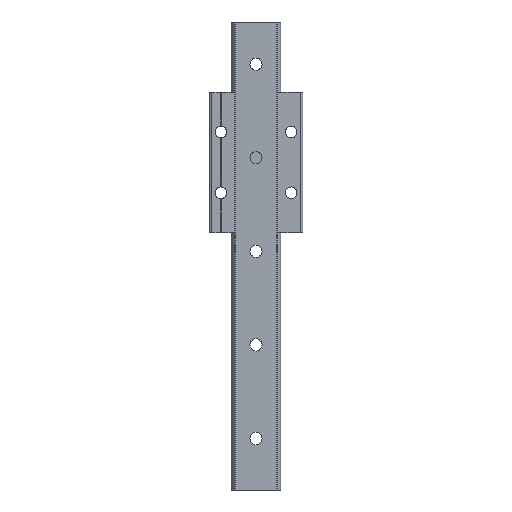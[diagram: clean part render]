
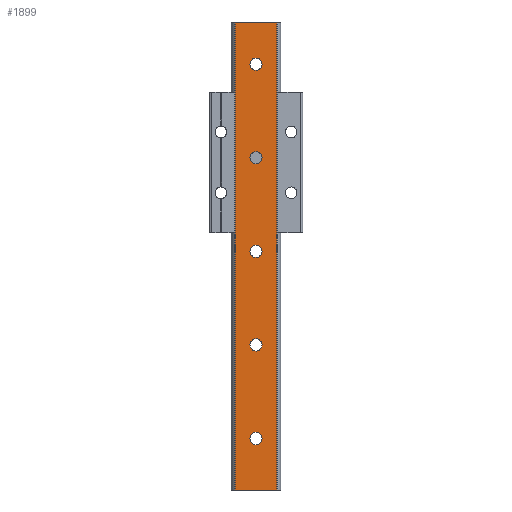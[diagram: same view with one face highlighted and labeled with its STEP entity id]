
A CAD part, front view. The second image highlights one B-rep face of the part: STEP entity #1899.
In plain terms, the highlighted planar face has unit normal (0, -1, 0).
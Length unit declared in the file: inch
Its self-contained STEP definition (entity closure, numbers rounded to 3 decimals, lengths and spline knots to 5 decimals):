
#16 = EDGE_LOOP ( 'NONE', ( #888, #730 ) ) ;
#59 = CARTESIAN_POINT ( 'NONE',  ( 0., 0., -1.92913 ) ) ;
#75 = CARTESIAN_POINT ( 'NONE',  ( 0.17379, 0., 0. ) ) ;
#109 = CARTESIAN_POINT ( 'NONE',  ( -0.17379, 0., -3.937 ) ) ;
#128 = EDGE_CURVE ( 'NONE', #3904, #3442, #2845, .T. ) ;
#362 = DIRECTION ( 'NONE',  ( 0., 1., 0. ) ) ;
#381 = DIRECTION ( 'NONE',  ( 0., 0., 1. ) ) ;
#512 = DIRECTION ( 'NONE',  ( 0., 1., 0. ) ) ;
#540 = CARTESIAN_POINT ( 'NONE',  ( 0., 0., -1.09053 ) ) ;
#553 = CARTESIAN_POINT ( 'NONE',  ( -0.17379, 0., -3.937 ) ) ;
#556 = EDGE_CURVE ( 'NONE', #3615, #4440, #4780, .T. ) ;
#568 = CARTESIAN_POINT ( 'NONE',  ( -0.17379, 0., -3.937 ) ) ;
#610 = AXIS2_PLACEMENT_3D ( 'NONE', #2000, #990, #5023 ) ;
#633 = CARTESIAN_POINT ( 'NONE',  ( 0., 0., -1.19293 ) ) ;
#683 = EDGE_LOOP ( 'NONE', ( #1397, #940 ) ) ;
#690 = ORIENTED_EDGE ( 'NONE', *, *, #128, .F. ) ;
#730 = ORIENTED_EDGE ( 'NONE', *, *, #4955, .T. ) ;
#778 = CARTESIAN_POINT ( 'NONE',  ( 0.17379, 0., -3.937 ) ) ;
#790 = CARTESIAN_POINT ( 'NONE',  ( 0., 0., -1.87793 ) ) ;
#839 = DIRECTION ( 'NONE',  ( 0., 1., 0. ) ) ;
#856 = VERTEX_POINT ( 'NONE', #790 ) ;
#888 = ORIENTED_EDGE ( 'NONE', *, *, #3897, .T. ) ;
#895 = LINE ( 'NONE', #3029, #4114 ) ;
#901 = CIRCLE ( 'NONE', #610, 0.0512 ) ;
#940 = ORIENTED_EDGE ( 'NONE', *, *, #4809, .T. ) ;
#990 = DIRECTION ( 'NONE',  ( 0., 1., 0. ) ) ;
#1073 = AXIS2_PLACEMENT_3D ( 'NONE', #2616, #839, #3948 ) ;
#1171 = CIRCLE ( 'NONE', #3170, 0.0512 ) ;
#1202 = ORIENTED_EDGE ( 'NONE', *, *, #5381, .T. ) ;
#1365 = DIRECTION ( 'NONE',  ( 0., 0., 1. ) ) ;
#1393 = DIRECTION ( 'NONE',  ( 0., 1., 0. ) ) ;
#1397 = ORIENTED_EDGE ( 'NONE', *, *, #5370, .T. ) ;
#1434 = DIRECTION ( 'NONE',  ( 0., 0., 1. ) ) ;
#1559 = CARTESIAN_POINT ( 'NONE',  ( 0., 0., -0.35433 ) ) ;
#1600 = ORIENTED_EDGE ( 'NONE', *, *, #4859, .F. ) ;
#1619 = AXIS2_PLACEMENT_3D ( 'NONE', #109, #3699, #2785 ) ;
#1699 = CARTESIAN_POINT ( 'NONE',  ( 0., 0., -1.92913 ) ) ;
#1724 = CIRCLE ( 'NONE', #5046, 0.0512 ) ;
#1725 = EDGE_CURVE ( 'NONE', #4260, #4031, #1724, .T. ) ;
#1744 = DIRECTION ( 'NONE',  ( 0., 1., 0. ) ) ;
#1760 = DIRECTION ( 'NONE',  ( 0., 0., 1. ) ) ;
#1826 = DIRECTION ( 'NONE',  ( 0., 1., 0. ) ) ;
#1877 = CARTESIAN_POINT ( 'NONE',  ( 0., 0., -1.14173 ) ) ;
#1899 = ADVANCED_FACE ( 'NONE', ( #2876, #5495, #3263, #2432, #2842, #3352 ), #5072, .T. ) ;
#2000 = CARTESIAN_POINT ( 'NONE',  ( 0., 0., -3.50394 ) ) ;
#2004 = AXIS2_PLACEMENT_3D ( 'NONE', #2156, #1826, #4439 ) ;
#2029 = EDGE_LOOP ( 'NONE', ( #1600, #690, #2249, #4914 ) ) ;
#2088 = EDGE_LOOP ( 'NONE', ( #1202, #5844 ) ) ;
#2156 = CARTESIAN_POINT ( 'NONE',  ( 0., 0., -2.71654 ) ) ;
#2189 = EDGE_CURVE ( 'NONE', #4440, #3615, #4554, .T. ) ;
#2234 = CARTESIAN_POINT ( 'NONE',  ( 0., 0., -2.66534 ) ) ;
#2249 = ORIENTED_EDGE ( 'NONE', *, *, #5398, .T. ) ;
#2272 = CARTESIAN_POINT ( 'NONE',  ( -0.17379, 0., 0. ) ) ;
#2385 = DIRECTION ( 'NONE',  ( 1., 0., 0. ) ) ;
#2421 = DIRECTION ( 'NONE',  ( 0., 1., 0. ) ) ;
#2432 = FACE_BOUND ( 'NONE', #2088, .T. ) ;
#2473 = VERTEX_POINT ( 'NONE', #4371 ) ;
#2606 = VERTEX_POINT ( 'NONE', #5420 ) ;
#2612 = VERTEX_POINT ( 'NONE', #4876 ) ;
#2616 = CARTESIAN_POINT ( 'NONE',  ( 0., 0., -3.50394 ) ) ;
#2630 = VERTEX_POINT ( 'NONE', #4458 ) ;
#2681 = EDGE_CURVE ( 'NONE', #4472, #2606, #5236, .T. ) ;
#2748 = DIRECTION ( 'NONE',  ( 0., 1., 0. ) ) ;
#2749 = ORIENTED_EDGE ( 'NONE', *, *, #5329, .T. ) ;
#2785 = DIRECTION ( 'NONE',  ( 0., 0., -1. ) ) ;
#2842 = FACE_BOUND ( 'NONE', #5426, .T. ) ;
#2845 = LINE ( 'NONE', #553, #4402 ) ;
#2876 = FACE_BOUND ( 'NONE', #683, .T. ) ;
#2892 = VECTOR ( 'NONE', #2385, 39.37008 ) ;
#3029 = CARTESIAN_POINT ( 'NONE',  ( -0.17379, 0., 0. ) ) ;
#3071 = EDGE_CURVE ( 'NONE', #2630, #3591, #3976, .T. ) ;
#3074 = ORIENTED_EDGE ( 'NONE', *, *, #2681, .T. ) ;
#3124 = DIRECTION ( 'NONE',  ( 0., 0., 1. ) ) ;
#3146 = DIRECTION ( 'NONE',  ( 1., 0., 0. ) ) ;
#3170 = AXIS2_PLACEMENT_3D ( 'NONE', #59, #1393, #1365 ) ;
#3175 = CIRCLE ( 'NONE', #3645, 0.0512 ) ;
#3263 = FACE_BOUND ( 'NONE', #16, .T. ) ;
#3291 = DIRECTION ( 'NONE',  ( 0., 0., 1. ) ) ;
#3339 = DIRECTION ( 'NONE',  ( 0., 0., 1. ) ) ;
#3352 = FACE_OUTER_BOUND ( 'NONE', #2029, .T. ) ;
#3442 = VERTEX_POINT ( 'NONE', #2272 ) ;
#3514 = DIRECTION ( 'NONE',  ( 0., 1., 0. ) ) ;
#3548 = CARTESIAN_POINT ( 'NONE',  ( -0.17379, 0., -3.937 ) ) ;
#3575 = DIRECTION ( 'NONE',  ( 0., 0., 1. ) ) ;
#3591 = VERTEX_POINT ( 'NONE', #75 ) ;
#3615 = VERTEX_POINT ( 'NONE', #4582 ) ;
#3629 = CIRCLE ( 'NONE', #3914, 0.0512 ) ;
#3636 = CIRCLE ( 'NONE', #1073, 0.0512 ) ;
#3645 = AXIS2_PLACEMENT_3D ( 'NONE', #1559, #2421, #3339 ) ;
#3699 = DIRECTION ( 'NONE',  ( 0., -1., 0. ) ) ;
#3836 = AXIS2_PLACEMENT_3D ( 'NONE', #5006, #2748, #3291 ) ;
#3837 = AXIS2_PLACEMENT_3D ( 'NONE', #1877, #512, #1434 ) ;
#3897 = EDGE_CURVE ( 'NONE', #856, #4984, #3629, .T. ) ;
#3904 = VERTEX_POINT ( 'NONE', #3548 ) ;
#3914 = AXIS2_PLACEMENT_3D ( 'NONE', #1699, #3514, #3575 ) ;
#3948 = DIRECTION ( 'NONE',  ( 0., 0., 1. ) ) ;
#3976 = LINE ( 'NONE', #778, #4948 ) ;
#4031 = VERTEX_POINT ( 'NONE', #540 ) ;
#4094 = AXIS2_PLACEMENT_3D ( 'NONE', #5365, #362, #1760 ) ;
#4114 = VECTOR ( 'NONE', #3146, 39.37008 ) ;
#4260 = VERTEX_POINT ( 'NONE', #633 ) ;
#4371 = CARTESIAN_POINT ( 'NONE',  ( 0., 0., -3.55514 ) ) ;
#4402 = VECTOR ( 'NONE', #3124, 39.37008 ) ;
#4439 = DIRECTION ( 'NONE',  ( 0., 0., 1. ) ) ;
#4440 = VERTEX_POINT ( 'NONE', #2234 ) ;
#4458 = CARTESIAN_POINT ( 'NONE',  ( 0.17379, 0., -3.937 ) ) ;
#4472 = VERTEX_POINT ( 'NONE', #5049 ) ;
#4554 = CIRCLE ( 'NONE', #2004, 0.0512 ) ;
#4556 = ORIENTED_EDGE ( 'NONE', *, *, #556, .T. ) ;
#4582 = CARTESIAN_POINT ( 'NONE',  ( 0., 0., -2.76774 ) ) ;
#4634 = LINE ( 'NONE', #568, #2892 ) ;
#4780 = CIRCLE ( 'NONE', #3836, 0.0512 ) ;
#4809 = EDGE_CURVE ( 'NONE', #2473, #2612, #3636, .T. ) ;
#4859 = EDGE_CURVE ( 'NONE', #3442, #3591, #895, .T. ) ;
#4876 = CARTESIAN_POINT ( 'NONE',  ( 0., 0., -3.45274 ) ) ;
#4914 = ORIENTED_EDGE ( 'NONE', *, *, #3071, .T. ) ;
#4948 = VECTOR ( 'NONE', #381, 39.37008 ) ;
#4955 = EDGE_CURVE ( 'NONE', #4984, #856, #1171, .T. ) ;
#4984 = VERTEX_POINT ( 'NONE', #5531 ) ;
#5006 = CARTESIAN_POINT ( 'NONE',  ( 0., 0., -2.71654 ) ) ;
#5023 = DIRECTION ( 'NONE',  ( 0., 0., 1. ) ) ;
#5046 = AXIS2_PLACEMENT_3D ( 'NONE', #5438, #1744, #5815 ) ;
#5049 = CARTESIAN_POINT ( 'NONE',  ( 0., 0., -0.30313 ) ) ;
#5072 = PLANE ( 'NONE',  #1619 ) ;
#5236 = CIRCLE ( 'NONE', #4094, 0.0512 ) ;
#5329 = EDGE_CURVE ( 'NONE', #2606, #4472, #3175, .T. ) ;
#5365 = CARTESIAN_POINT ( 'NONE',  ( 0., 0., -0.35433 ) ) ;
#5370 = EDGE_CURVE ( 'NONE', #2612, #2473, #901, .T. ) ;
#5381 = EDGE_CURVE ( 'NONE', #4031, #4260, #5737, .T. ) ;
#5398 = EDGE_CURVE ( 'NONE', #3904, #2630, #4634, .T. ) ;
#5420 = CARTESIAN_POINT ( 'NONE',  ( 0., 0., -0.40553 ) ) ;
#5426 = EDGE_LOOP ( 'NONE', ( #3074, #2749 ) ) ;
#5438 = CARTESIAN_POINT ( 'NONE',  ( 0., 0., -1.14173 ) ) ;
#5439 = ORIENTED_EDGE ( 'NONE', *, *, #2189, .T. ) ;
#5495 = FACE_BOUND ( 'NONE', #5753, .T. ) ;
#5531 = CARTESIAN_POINT ( 'NONE',  ( 0., 0., -1.98033 ) ) ;
#5737 = CIRCLE ( 'NONE', #3837, 0.0512 ) ;
#5753 = EDGE_LOOP ( 'NONE', ( #5439, #4556 ) ) ;
#5815 = DIRECTION ( 'NONE',  ( 0., 0., 1. ) ) ;
#5844 = ORIENTED_EDGE ( 'NONE', *, *, #1725, .T. ) ;
